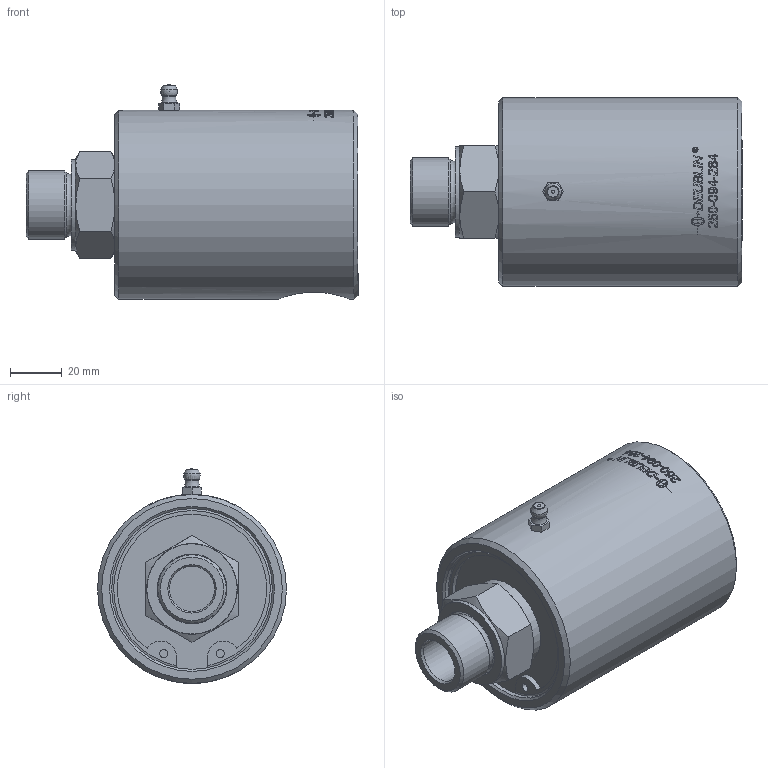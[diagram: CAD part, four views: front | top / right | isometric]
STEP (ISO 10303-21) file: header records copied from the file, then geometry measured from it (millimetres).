
FILE_DESCRIPTION(/* description */ (''),/* implementation_level */ '2;1');
FILE_NAME(/* name */ '250-094-284-IC.stp',/* time_stamp */ '2020-05-19T10:19:34-05:00',/* author */ ('GALINDOLM'),/* organization */ (''),/* preprocessor_version */ 'ST-DEVELOPER v18',/* originating_system */ 'Autodesk Inventor 2020',/* authorisation */ '');
FILE_SCHEMA (('AUTOMOTIVE_DESIGN { 1 0 10303 214 3 1 1 }'));
Length unit declared in the file: millimetre
Products named in the file (1): 250-094-284-IC
Bounding box: 128.28 x 73 x 82.99 mm (x, y, z)
Volume: 385766.7 mm3; surface area: 41979.2 mm2
Topology: 1 solids, 2 shells, 431 faces, 1139 edges, 760 vertices
Faces by surface type: plane 229, bspline 123, cylinder 59, cone 14, torus 4, sphere 2
Full cylindrical faces by diameter (mm): 3 x1, 3.12 x2, 17.5 x1, 23.401 x1, 26.441 x1, 27 x1, 28 x1, 34.9 x1, 35 x1, 62.1 x1, 66.9 x1, 73 x1
Entity records: 17739 total; most frequent: CARTESIAN_POINT 7407, ORIENTED_EDGE 2274, DIRECTION 1897, EDGE_CURVE 1137, VERTEX_POINT 760, AXIS2_PLACEMENT_3D 733, EDGE_LOOP 481, LINE 431
